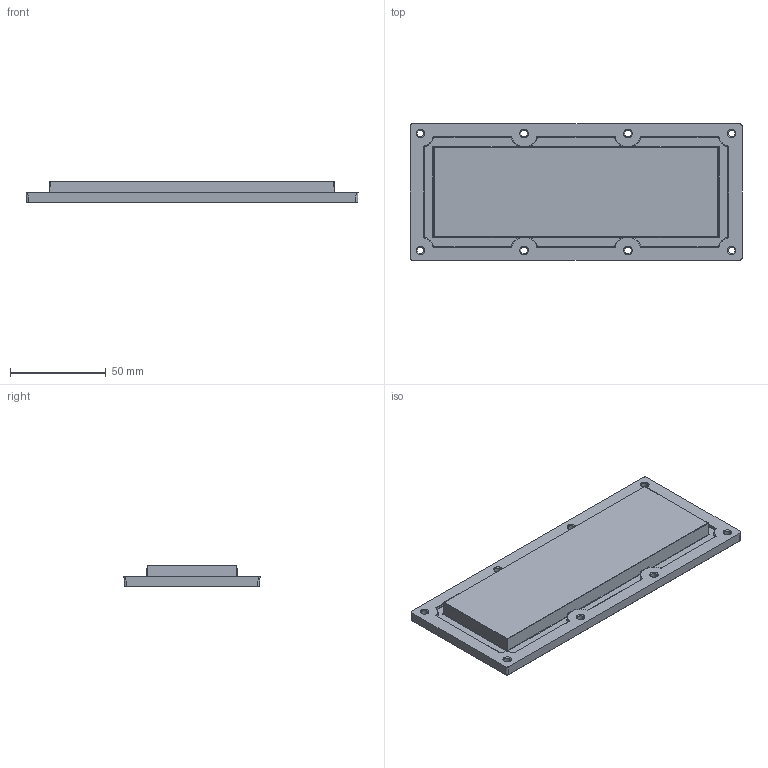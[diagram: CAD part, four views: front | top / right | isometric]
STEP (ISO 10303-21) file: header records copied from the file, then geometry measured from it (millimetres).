
FILE_DESCRIPTION (( 'STEP AP214' ), '1' );
FILE_NAME ('ﾀﾌﾒ-HB-173x70-5050(12)-20 _ﾃﾌ.STEP', '2024-08-23T13:59:29', ( '' ), ( '' ), 'SwSTEP 2.0', 'SolidWorks 2019', '' );
FILE_SCHEMA (( 'AUTOMOTIVE_DESIGN' ));
Length unit declared in the file: millimetre
Products named in the file (1): ﾀﾌﾒ-HB-173x70-5050(12)-20 _ﾃﾌ
Bounding box: 173.38 x 71.08 x 11.4 mm (x, y, z)
Volume: 47743.1 mm3; surface area: 37690.6 mm2
Topology: 1 solids, 1 shells, 801 faces, 1923 edges, 1174 vertices
Faces by surface type: plane 290, bspline 153, cylinder 144, cone 114, torus 52, sphere 48
Entity records: 28431 total; most frequent: CARTESIAN_POINT 10780, ORIENTED_EDGE 3830, DIRECTION 3453, EDGE_CURVE 1915, AXIS2_PLACEMENT_3D 1267, VERTEX_POINT 1174, VECTOR 919, LINE 919
